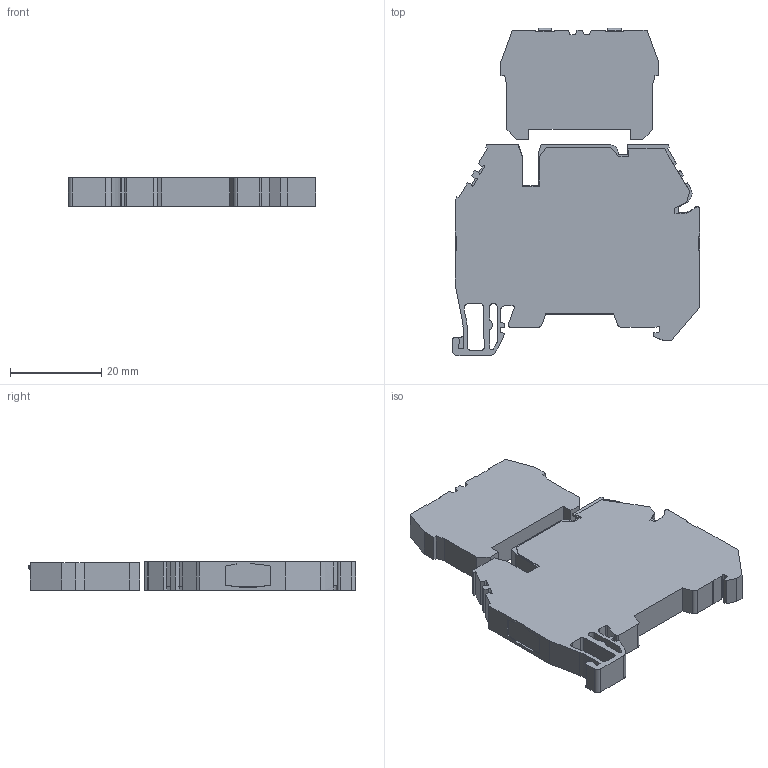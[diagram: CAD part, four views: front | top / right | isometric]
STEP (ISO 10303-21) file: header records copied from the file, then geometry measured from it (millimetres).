
FILE_DESCRIPTION (( 'STEP AP214' ), '1' );
FILE_NAME ('355100_ASK 3 M_Beige.stp', '2015-04-16T11:41:48', ( '' ), ( '' ), 'SwSTEP 2.0', 'SolidWorks 2015', '' );
FILE_SCHEMA (( 'AUTOMOTIVE_DESIGN' ));
Length unit declared in the file: millimetre
Products named in the file (1): 355100_ASK 3 M_Beige
Bounding box: 54.13 x 71.65 x 6.2 mm (x, y, z)
Volume: 16075.5 mm3; surface area: 8185.4 mm2
Topology: 2 solids, 2 shells, 320 faces, 921 edges, 611 vertices
Faces by surface type: plane 242, cylinder 78
Entity records: 14058 total; most frequent: CARTESIAN_POINT 1998, ORIENTED_EDGE 1842, DIRECTION 1692, EDGE_CURVE 921, VECTOR 738, LINE 738, VERTEX_POINT 611, AXIS2_PLACEMENT_3D 477
